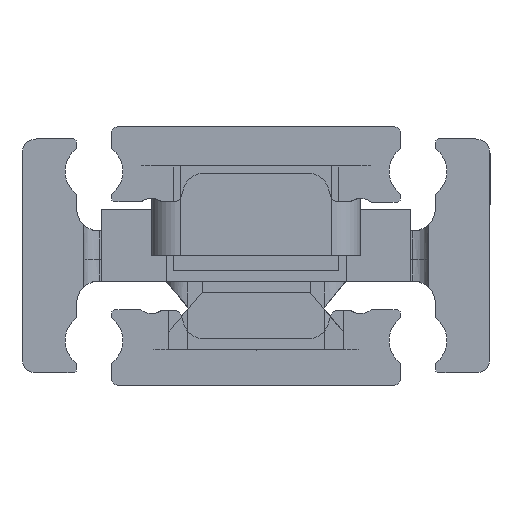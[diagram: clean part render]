
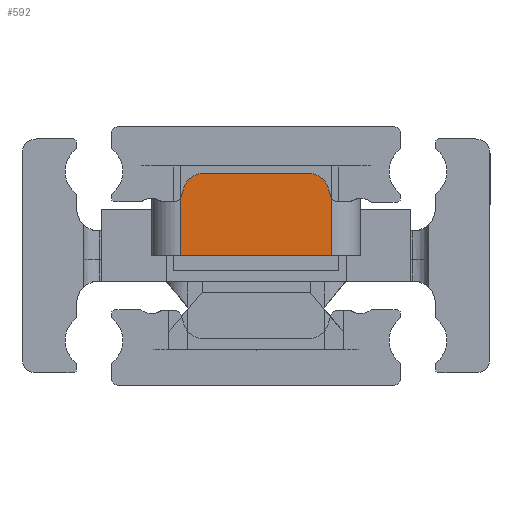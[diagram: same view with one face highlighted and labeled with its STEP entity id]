
A CAD part, left-side view. The second image highlights one B-rep face of the part: STEP entity #592.
In plain terms, the highlighted face is planar.
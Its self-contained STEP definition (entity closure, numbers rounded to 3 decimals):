
#514 = VERTEX_POINT ( 'NONE', #11209 ) ;
#516 = VERTEX_POINT ( 'NONE', #11208 ) ;
#519 = EDGE_CURVE ( 'NONE', #514, #516, #11202, .T. ) ;
#533 = VERTEX_POINT ( 'NONE', #11238 ) ;
#538 = VERTEX_POINT ( 'NONE', #11292 ) ;
#543 = EDGE_CURVE ( 'NONE', #538, #514, #11291, .T. ) ;
#545 = ORIENTED_EDGE ( 'NONE', *, *, #543, .T. ) ;
#586 = ORIENTED_EDGE ( 'NONE', *, *, #601, .F. ) ;
#587 = EDGE_CURVE ( 'NONE', #516, #533, #11338, .T. ) ;
#588 = ORIENTED_EDGE ( 'NONE', *, *, #587, .T. ) ;
#589 = EDGE_LOOP ( 'NONE', ( #590, #588, #586, #545 ) ) ;
#590 = ORIENTED_EDGE ( 'NONE', *, *, #519, .T. ) ;
#592 = ADVANCED_FACE ( 'NONE', ( #11334 ), #11333, .F. ) ;
#601 = EDGE_CURVE ( 'NONE', #538, #533, #11381, .T. ) ;
#11202 = LINE ( 'NONE', #11268, #11267 ) ;
#11208 = CARTESIAN_POINT ( 'NONE',  ( -10.5, 12.5, 18. ) ) ;
#11209 = CARTESIAN_POINT ( 'NONE',  ( 10.5, 12.5, 18. ) ) ;
#11238 = CARTESIAN_POINT ( 'NONE',  ( -10.5, 0., 18. ) ) ;
#11266 = DIRECTION ( 'NONE',  ( -1., 0., 0. ) ) ;
#11267 = VECTOR ( 'NONE', #11266, 1000. ) ;
#11268 = CARTESIAN_POINT ( 'NONE',  ( 14.5, 12.5, 18. ) ) ;
#11288 = DIRECTION ( 'NONE',  ( 0., 1., 0. ) ) ;
#11289 = VECTOR ( 'NONE', #11288, 1000. ) ;
#11290 = CARTESIAN_POINT ( 'NONE',  ( 10.5, 12.5, 18. ) ) ;
#11291 = LINE ( 'NONE', #11290, #11289 ) ;
#11292 = CARTESIAN_POINT ( 'NONE',  ( 10.5, 0., 18. ) ) ;
#11333 = PLANE ( 'NONE',  #11397 ) ;
#11334 = FACE_OUTER_BOUND ( 'NONE', #589, .T. ) ;
#11335 = DIRECTION ( 'NONE',  ( 0., -1., 0. ) ) ;
#11336 = VECTOR ( 'NONE', #11335, 1000. ) ;
#11337 = CARTESIAN_POINT ( 'NONE',  ( -10.5, 0., 18. ) ) ;
#11338 = LINE ( 'NONE', #11337, #11336 ) ;
#11378 = DIRECTION ( 'NONE',  ( -1., 0., 0. ) ) ;
#11379 = VECTOR ( 'NONE', #11378, 1000. ) ;
#11380 = CARTESIAN_POINT ( 'NONE',  ( 14.5, 0., 18. ) ) ;
#11381 = LINE ( 'NONE', #11380, #11379 ) ;
#11394 = DIRECTION ( 'NONE',  ( -1., 0., 0. ) ) ;
#11395 = DIRECTION ( 'NONE',  ( 0., 0., -1. ) ) ;
#11396 = CARTESIAN_POINT ( 'NONE',  ( 14.5, 0., 18. ) ) ;
#11397 = AXIS2_PLACEMENT_3D ( 'NONE', #11396, #11395, #11394 ) ;
